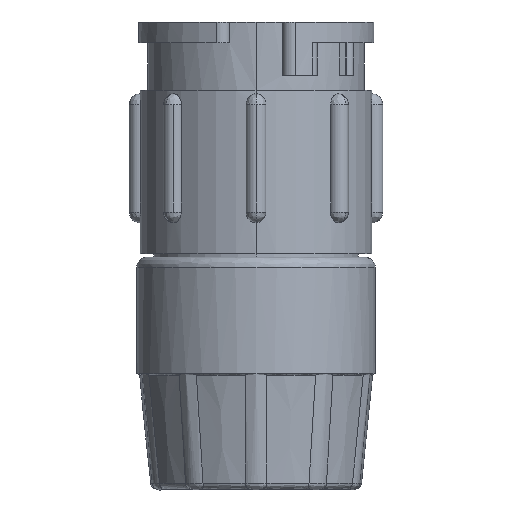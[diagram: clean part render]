
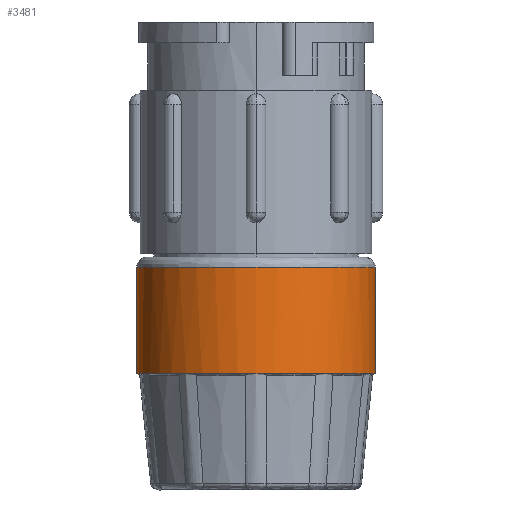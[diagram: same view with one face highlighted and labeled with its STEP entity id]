
A CAD part, front view. The second image highlights one B-rep face of the part: STEP entity #3481.
In plain terms, the highlighted cylindrical face has radius 9.081 mm (diameter 18.161 mm), a partial arc.
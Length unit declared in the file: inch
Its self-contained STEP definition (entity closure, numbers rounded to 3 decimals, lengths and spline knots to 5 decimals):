
#45 = AXIS2_PLACEMENT_3D ( 'NONE', #1358, #5532, #1963 ) ;
#79 = EDGE_CURVE ( 'NONE', #2272, #1255, #421, .T. ) ;
#102 = AXIS2_PLACEMENT_3D ( 'NONE', #6863, #7449, #2720 ) ;
#299 = VECTOR ( 'NONE', #1720, 39.37008 ) ;
#366 = DIRECTION ( 'NONE',  ( 1., 0., 0. ) ) ;
#399 = VERTEX_POINT ( 'NONE', #2588 ) ;
#421 = CIRCLE ( 'NONE', #5535, 0.3575 ) ;
#437 = CIRCLE ( 'NONE', #45, 0.3575 ) ;
#495 = CIRCLE ( 'NONE', #6735, 0.3575 ) ;
#613 = EDGE_CURVE ( 'NONE', #7689, #4774, #3970, .T. ) ;
#716 = ORIENTED_EDGE ( 'NONE', *, *, #79, .T. ) ;
#827 = CARTESIAN_POINT ( 'NONE',  ( 0., 0., -0.725 ) ) ;
#881 = CARTESIAN_POINT ( 'NONE',  ( -0.3575, 0., 0.46295 ) ) ;
#1110 = EDGE_CURVE ( 'NONE', #399, #5831, #495, .T. ) ;
#1201 = DIRECTION ( 'NONE',  ( 0., 0., 1. ) ) ;
#1212 = DIRECTION ( 'NONE',  ( 0., 0., 1. ) ) ;
#1255 = VERTEX_POINT ( 'NONE', #7688 ) ;
#1351 = CARTESIAN_POINT ( 'NONE',  ( 0.3575, 0., -0.405 ) ) ;
#1358 = CARTESIAN_POINT ( 'NONE',  ( 0., 0., -0.405 ) ) ;
#1411 = EDGE_CURVE ( 'NONE', #4774, #2937, #437, .T. ) ;
#1553 = EDGE_LOOP ( 'NONE', ( #4881, #6347, #4433, #3218, #716, #3693, #6167, #4553, #4559 ) ) ;
#1613 = CIRCLE ( 'NONE', #7418, 0.3575 ) ;
#1660 = CARTESIAN_POINT ( 'NONE',  ( 0., -0.3575, -0.725 ) ) ;
#1720 = DIRECTION ( 'NONE',  ( 0., 0., 1. ) ) ;
#1963 = DIRECTION ( 'NONE',  ( 1., 0., 0. ) ) ;
#2176 = DIRECTION ( 'NONE',  ( 0., 0., 1. ) ) ;
#2272 = VERTEX_POINT ( 'NONE', #1660 ) ;
#2396 = VECTOR ( 'NONE', #3305, 39.37008 ) ;
#2588 = CARTESIAN_POINT ( 'NONE',  ( 0.34, -0.11047, -0.725 ) ) ;
#2656 = DIRECTION ( 'NONE',  ( 1., 0., 0. ) ) ;
#2720 = DIRECTION ( 'NONE',  ( 1., 0., 0. ) ) ;
#2815 = CARTESIAN_POINT ( 'NONE',  ( 0., 0., -0.725 ) ) ;
#2937 = VERTEX_POINT ( 'NONE', #1351 ) ;
#3218 = ORIENTED_EDGE ( 'NONE', *, *, #4787, .T. ) ;
#3274 = CARTESIAN_POINT ( 'NONE',  ( -0.3575, 0., -0.405 ) ) ;
#3305 = DIRECTION ( 'NONE',  ( 0., 0., 1. ) ) ;
#3306 = LINE ( 'NONE', #5241, #299 ) ;
#3423 = DIRECTION ( 'NONE',  ( 1., 0., 0. ) ) ;
#3481 = ADVANCED_FACE ( 'NONE', ( #7715 ), #4400, .T. ) ;
#3587 = EDGE_CURVE ( 'NONE', #7689, #5098, #7154, .T. ) ;
#3693 = ORIENTED_EDGE ( 'NONE', *, *, #7443, .T. ) ;
#3722 = AXIS2_PLACEMENT_3D ( 'NONE', #4793, #1212, #5387 ) ;
#3949 = DIRECTION ( 'NONE',  ( 0., 0., 1. ) ) ;
#3970 = LINE ( 'NONE', #881, #2396 ) ;
#4053 = VERTEX_POINT ( 'NONE', #5520 ) ;
#4063 = CIRCLE ( 'NONE', #6259, 0.3575 ) ;
#4400 = CYLINDRICAL_SURFACE ( 'NONE', #102, 0.3575 ) ;
#4433 = ORIENTED_EDGE ( 'NONE', *, *, #6846, .T. ) ;
#4553 = ORIENTED_EDGE ( 'NONE', *, *, #5018, .T. ) ;
#4559 = ORIENTED_EDGE ( 'NONE', *, *, #1411, .F. ) ;
#4774 = VERTEX_POINT ( 'NONE', #3274 ) ;
#4778 = CARTESIAN_POINT ( 'NONE',  ( 0., 0., -0.725 ) ) ;
#4787 = EDGE_CURVE ( 'NONE', #4053, #2272, #7183, .T. ) ;
#4793 = CARTESIAN_POINT ( 'NONE',  ( 0., 0., -0.725 ) ) ;
#4881 = ORIENTED_EDGE ( 'NONE', *, *, #613, .F. ) ;
#5018 = EDGE_CURVE ( 'NONE', #5831, #2937, #3306, .T. ) ;
#5098 = VERTEX_POINT ( 'NONE', #5977 ) ;
#5241 = CARTESIAN_POINT ( 'NONE',  ( 0.3575, 0., 0.46295 ) ) ;
#5377 = DIRECTION ( 'NONE',  ( 1., 0., 0. ) ) ;
#5387 = DIRECTION ( 'NONE',  ( 1., 0., 0. ) ) ;
#5520 = CARTESIAN_POINT ( 'NONE',  ( -0.21013, -0.28922, -0.725 ) ) ;
#5532 = DIRECTION ( 'NONE',  ( 0., 0., 1. ) ) ;
#5535 = AXIS2_PLACEMENT_3D ( 'NONE', #827, #6205, #2656 ) ;
#5743 = CARTESIAN_POINT ( 'NONE',  ( 0., 0., -0.725 ) ) ;
#5831 = VERTEX_POINT ( 'NONE', #6726 ) ;
#5977 = CARTESIAN_POINT ( 'NONE',  ( -0.34, -0.11047, -0.725 ) ) ;
#6167 = ORIENTED_EDGE ( 'NONE', *, *, #1110, .T. ) ;
#6205 = DIRECTION ( 'NONE',  ( 0., 0., 1. ) ) ;
#6259 = AXIS2_PLACEMENT_3D ( 'NONE', #2815, #6958, #3423 ) ;
#6324 = DIRECTION ( 'NONE',  ( 1., 0., 0. ) ) ;
#6347 = ORIENTED_EDGE ( 'NONE', *, *, #3587, .T. ) ;
#6726 = CARTESIAN_POINT ( 'NONE',  ( 0.3575, 0., -0.725 ) ) ;
#6735 = AXIS2_PLACEMENT_3D ( 'NONE', #7483, #3949, #366 ) ;
#6837 = AXIS2_PLACEMENT_3D ( 'NONE', #5743, #2176, #6324 ) ;
#6846 = EDGE_CURVE ( 'NONE', #5098, #4053, #4063, .T. ) ;
#6863 = CARTESIAN_POINT ( 'NONE',  ( 0., 0., 0.46295 ) ) ;
#6958 = DIRECTION ( 'NONE',  ( 0., 0., 1. ) ) ;
#6971 = CARTESIAN_POINT ( 'NONE',  ( -0.3575, 0., -0.725 ) ) ;
#7154 = CIRCLE ( 'NONE', #3722, 0.3575 ) ;
#7183 = CIRCLE ( 'NONE', #6837, 0.3575 ) ;
#7418 = AXIS2_PLACEMENT_3D ( 'NONE', #4778, #1201, #5377 ) ;
#7443 = EDGE_CURVE ( 'NONE', #1255, #399, #1613, .T. ) ;
#7449 = DIRECTION ( 'NONE',  ( 0., 0., 1. ) ) ;
#7483 = CARTESIAN_POINT ( 'NONE',  ( 0., 0., -0.725 ) ) ;
#7688 = CARTESIAN_POINT ( 'NONE',  ( 0.21013, -0.28922, -0.725 ) ) ;
#7689 = VERTEX_POINT ( 'NONE', #6971 ) ;
#7715 = FACE_OUTER_BOUND ( 'NONE', #1553, .T. ) ;
